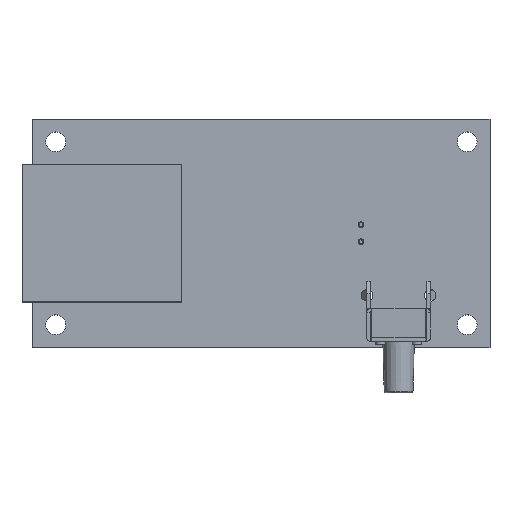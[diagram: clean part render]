
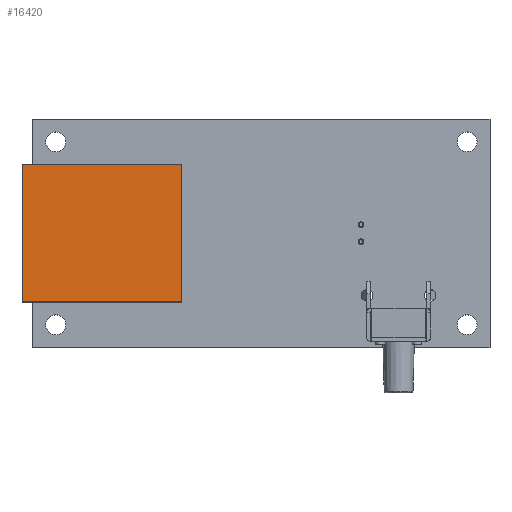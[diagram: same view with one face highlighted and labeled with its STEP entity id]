
A CAD part, top view. The second image highlights one B-rep face of the part: STEP entity #16420.
In plain terms, the highlighted face is planar.
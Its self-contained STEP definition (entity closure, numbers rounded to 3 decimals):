
#14474 = PLANE('',#14475);
#14475 = AXIS2_PLACEMENT_3D('',#14476,#14477,#14478);
#14476 = CARTESIAN_POINT('',(-0.04,-4.11,0.));
#14477 = DIRECTION('',(-1.,0.,0.));
#14478 = DIRECTION('',(0.,0.,1.));
#14871 = VERTEX_POINT('',#14872);
#14872 = CARTESIAN_POINT('',(-0.04,2.24,7.65));
#14886 = PLANE('',#14887);
#14887 = AXIS2_PLACEMENT_3D('',#14888,#14889,#14890);
#14888 = CARTESIAN_POINT('',(-0.04,-10.46,7.65));
#14889 = DIRECTION('',(0.,0.,1.));
#14890 = DIRECTION('',(0.,1.,0.));
#14898 = EDGE_CURVE('',#14871,#14899,#14901,.T.);
#14899 = VERTEX_POINT('',#14900);
#14900 = CARTESIAN_POINT('',(-0.04,2.24,-7.65));
#14901 = SURFACE_CURVE('',#14902,(#14906,#14913),.PCURVE_S1.);
#14902 = LINE('',#14903,#14904);
#14903 = CARTESIAN_POINT('',(-0.04,2.24,7.65));
#14904 = VECTOR('',#14905,1.);
#14905 = DIRECTION('',(0.,0.,-1.));
#14906 = PCURVE('',#14474,#14907);
#14907 = DEFINITIONAL_REPRESENTATION('',(#14908),#14912);
#14908 = LINE('',#14909,#14910);
#14909 = CARTESIAN_POINT('',(7.65,6.35));
#14910 = VECTOR('',#14911,1.);
#14911 = DIRECTION('',(-1.,0.));
#14912 = ( GEOMETRIC_REPRESENTATION_CONTEXT(2) 
PARAMETRIC_REPRESENTATION_CONTEXT() REPRESENTATION_CONTEXT('2D SPACE',''
  ) );
#14913 = PCURVE('',#14914,#14919);
#14914 = PLANE('',#14915);
#14915 = AXIS2_PLACEMENT_3D('',#14916,#14917,#14918);
#14916 = CARTESIAN_POINT('',(-0.04,2.24,7.65));
#14917 = DIRECTION('',(0.,1.,0.));
#14918 = DIRECTION('',(0.,0.,-1.));
#14919 = DEFINITIONAL_REPRESENTATION('',(#14920),#14924);
#14920 = LINE('',#14921,#14922);
#14921 = CARTESIAN_POINT('',(0.,0.));
#14922 = VECTOR('',#14923,1.);
#14923 = DIRECTION('',(1.,0.));
#14924 = ( GEOMETRIC_REPRESENTATION_CONTEXT(2) 
PARAMETRIC_REPRESENTATION_CONTEXT() REPRESENTATION_CONTEXT('2D SPACE',''
  ) );
#14942 = PLANE('',#14943);
#14943 = AXIS2_PLACEMENT_3D('',#14944,#14945,#14946);
#14944 = CARTESIAN_POINT('',(-0.04,2.24,-7.65));
#14945 = DIRECTION('',(0.,0.,-1.));
#14946 = DIRECTION('',(0.,-1.,0.));
#15545 = PLANE('',#15546);
#15546 = AXIS2_PLACEMENT_3D('',#15547,#15548,#15549);
#15547 = CARTESIAN_POINT('',(-17.74,-4.11,0.));
#15548 = DIRECTION('',(-1.,0.,0.));
#15549 = DIRECTION('',(0.,0.,1.));
#16377 = VERTEX_POINT('',#16378);
#16378 = CARTESIAN_POINT('',(-17.74,2.24,-7.65));
#16399 = EDGE_CURVE('',#14899,#16377,#16400,.T.);
#16400 = SURFACE_CURVE('',#16401,(#16405,#16412),.PCURVE_S1.);
#16401 = LINE('',#16402,#16403);
#16402 = CARTESIAN_POINT('',(-0.04,2.24,-7.65));
#16403 = VECTOR('',#16404,1.);
#16404 = DIRECTION('',(-1.,0.,0.));
#16405 = PCURVE('',#14942,#16406);
#16406 = DEFINITIONAL_REPRESENTATION('',(#16407),#16411);
#16407 = LINE('',#16408,#16409);
#16408 = CARTESIAN_POINT('',(0.,-0.));
#16409 = VECTOR('',#16410,1.);
#16410 = DIRECTION('',(0.,1.));
#16411 = ( GEOMETRIC_REPRESENTATION_CONTEXT(2) 
PARAMETRIC_REPRESENTATION_CONTEXT() REPRESENTATION_CONTEXT('2D SPACE',''
  ) );
#16412 = PCURVE('',#14914,#16413);
#16413 = DEFINITIONAL_REPRESENTATION('',(#16414),#16418);
#16414 = LINE('',#16415,#16416);
#16415 = CARTESIAN_POINT('',(15.3,0.));
#16416 = VECTOR('',#16417,1.);
#16417 = DIRECTION('',(0.,1.));
#16418 = ( GEOMETRIC_REPRESENTATION_CONTEXT(2) 
PARAMETRIC_REPRESENTATION_CONTEXT() REPRESENTATION_CONTEXT('2D SPACE',''
  ) );
#16420 = ADVANCED_FACE('',(#16421),#14914,.T.);
#16421 = FACE_BOUND('',#16422,.T.);
#16422 = EDGE_LOOP('',(#16423,#16424,#16447,#16468));
#16423 = ORIENTED_EDGE('',*,*,#16399,.T.);
#16424 = ORIENTED_EDGE('',*,*,#16425,.F.);
#16425 = EDGE_CURVE('',#16426,#16377,#16428,.T.);
#16426 = VERTEX_POINT('',#16427);
#16427 = CARTESIAN_POINT('',(-17.74,2.24,7.65));
#16428 = SURFACE_CURVE('',#16429,(#16433,#16440),.PCURVE_S1.);
#16429 = LINE('',#16430,#16431);
#16430 = CARTESIAN_POINT('',(-17.74,2.24,7.65));
#16431 = VECTOR('',#16432,1.);
#16432 = DIRECTION('',(0.,0.,-1.));
#16433 = PCURVE('',#14914,#16434);
#16434 = DEFINITIONAL_REPRESENTATION('',(#16435),#16439);
#16435 = LINE('',#16436,#16437);
#16436 = CARTESIAN_POINT('',(0.,17.7));
#16437 = VECTOR('',#16438,1.);
#16438 = DIRECTION('',(1.,0.));
#16439 = ( GEOMETRIC_REPRESENTATION_CONTEXT(2) 
PARAMETRIC_REPRESENTATION_CONTEXT() REPRESENTATION_CONTEXT('2D SPACE',''
  ) );
#16440 = PCURVE('',#15545,#16441);
#16441 = DEFINITIONAL_REPRESENTATION('',(#16442),#16446);
#16442 = LINE('',#16443,#16444);
#16443 = CARTESIAN_POINT('',(7.65,6.35));
#16444 = VECTOR('',#16445,1.);
#16445 = DIRECTION('',(-1.,0.));
#16446 = ( GEOMETRIC_REPRESENTATION_CONTEXT(2) 
PARAMETRIC_REPRESENTATION_CONTEXT() REPRESENTATION_CONTEXT('2D SPACE',''
  ) );
#16447 = ORIENTED_EDGE('',*,*,#16448,.F.);
#16448 = EDGE_CURVE('',#14871,#16426,#16449,.T.);
#16449 = SURFACE_CURVE('',#16450,(#16454,#16461),.PCURVE_S1.);
#16450 = LINE('',#16451,#16452);
#16451 = CARTESIAN_POINT('',(-0.04,2.24,7.65));
#16452 = VECTOR('',#16453,1.);
#16453 = DIRECTION('',(-1.,0.,0.));
#16454 = PCURVE('',#14914,#16455);
#16455 = DEFINITIONAL_REPRESENTATION('',(#16456),#16460);
#16456 = LINE('',#16457,#16458);
#16457 = CARTESIAN_POINT('',(0.,0.));
#16458 = VECTOR('',#16459,1.);
#16459 = DIRECTION('',(0.,1.));
#16460 = ( GEOMETRIC_REPRESENTATION_CONTEXT(2) 
PARAMETRIC_REPRESENTATION_CONTEXT() REPRESENTATION_CONTEXT('2D SPACE',''
  ) );
#16461 = PCURVE('',#14886,#16462);
#16462 = DEFINITIONAL_REPRESENTATION('',(#16463),#16467);
#16463 = LINE('',#16464,#16465);
#16464 = CARTESIAN_POINT('',(12.7,0.));
#16465 = VECTOR('',#16466,1.);
#16466 = DIRECTION('',(0.,1.));
#16467 = ( GEOMETRIC_REPRESENTATION_CONTEXT(2) 
PARAMETRIC_REPRESENTATION_CONTEXT() REPRESENTATION_CONTEXT('2D SPACE',''
  ) );
#16468 = ORIENTED_EDGE('',*,*,#14898,.T.);
